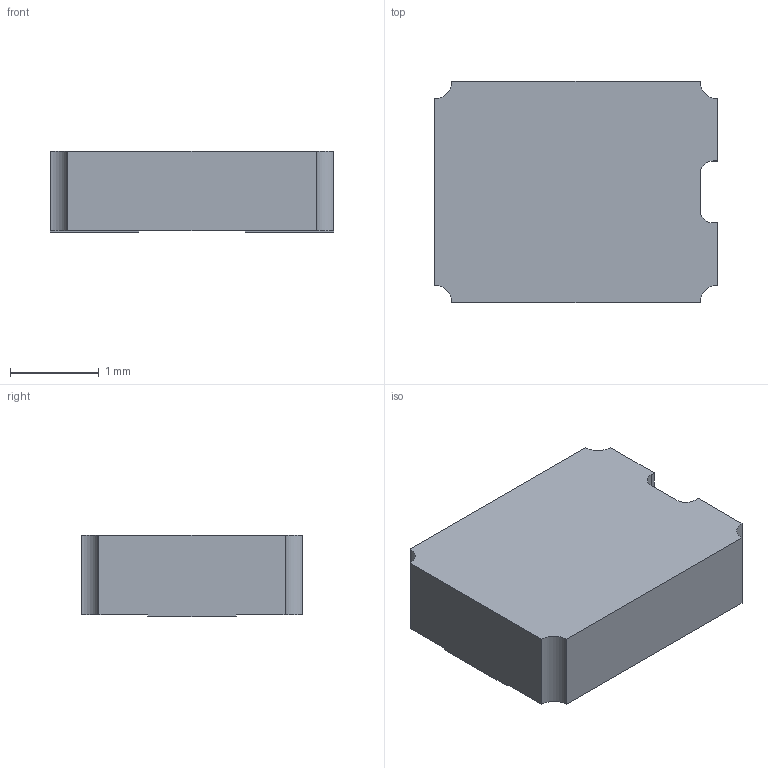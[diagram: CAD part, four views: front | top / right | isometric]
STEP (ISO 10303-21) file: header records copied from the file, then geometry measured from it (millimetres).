
FILE_DESCRIPTION( ( '' ), ' ' );
FILE_NAME( '5a27577243a84d0f1662833f.step', '2017-12-06T02:35:30', ( '' ), ( '' ), ' ', ' ', ' ' );
FILE_SCHEMA( ( 'AUTOMOTIVE_DESIGN { 1 0 10303 214 1 1 1 1 }' ) );
Length unit declared in the file: metre
Products named in the file (1): Open CASCADE STEP translator 6.8 1
Bounding box: 3.2 x 2.5 x 0.92 mm (x, y, z)
Volume: 7 mm3; surface area: 25.8 mm2
Topology: 1 solids, 1 shells, 24 faces, 66 edges, 44 vertices
Faces by surface type: plane 18, cylinder 6
Entity records: 1300 total; most frequent: CARTESIAN_POINT 135, ORIENTED_EDGE 132, DIRECTION 128, STYLED_ITEM 90, PRESENTATION_STYLE_ASSIGNMENT 90, COLOUR_RGB 90, EDGE_CURVE 66, CURVE_STYLE 66
